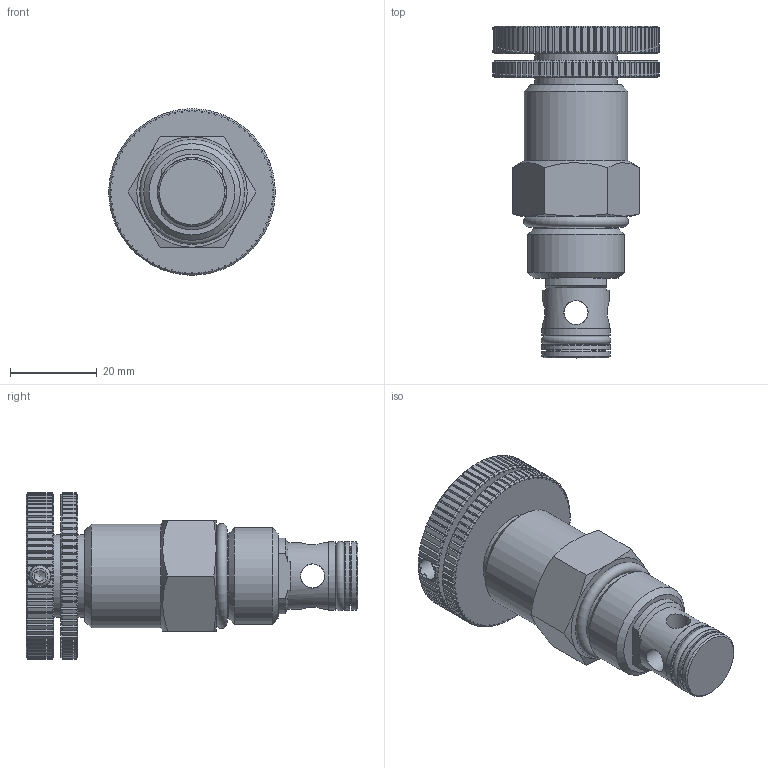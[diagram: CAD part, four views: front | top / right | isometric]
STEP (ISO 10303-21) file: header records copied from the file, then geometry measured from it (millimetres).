
FILE_DESCRIPTION((''),'2;1');
FILE_NAME('dfc-100-n-k_10129-01_RB.stp','2012-06-19T14:39:52',('mmartin'),(''),'Autodesk Inventor 2010','Autodesk Inventor 2010','');
FILE_SCHEMA(('AUTOMOTIVE_DESIGN { 1 0 10303 214 1 1 1 1 }'));
Length unit declared in the file: inch
Products named in the file (1): 10129-01_Shrinkwrap
Bounding box: 38.23 x 76.28 x 38.23 mm (x, y, z)
Volume: 35552 mm3; surface area: 11906 mm2
Topology: 1 solids, 2 shells, 992 faces, 2922 edges, 1941 vertices
Faces by surface type: plane 491, cone 317, cylinder 175, torus 6, bspline 3
Full cylindrical faces by diameter (mm): 3.823 x1, 4.826 x1, 5.144 x1, 5.537 x4, 13.31 x3, 15.367 x1, 15.773 x2, 15.875 x1, 19.05 x2, 19.622 x2, 22.225 x1, 23.825 x1
Entity records: 33278 total; most frequent: CARTESIAN_POINT 7318, ORIENTED_EDGE 5734, DIRECTION 4892, EDGE_CURVE 2867, VERTEX_POINT 1925, AXIS2_PLACEMENT_3D 1673, VECTOR 1546, LINE 1546
